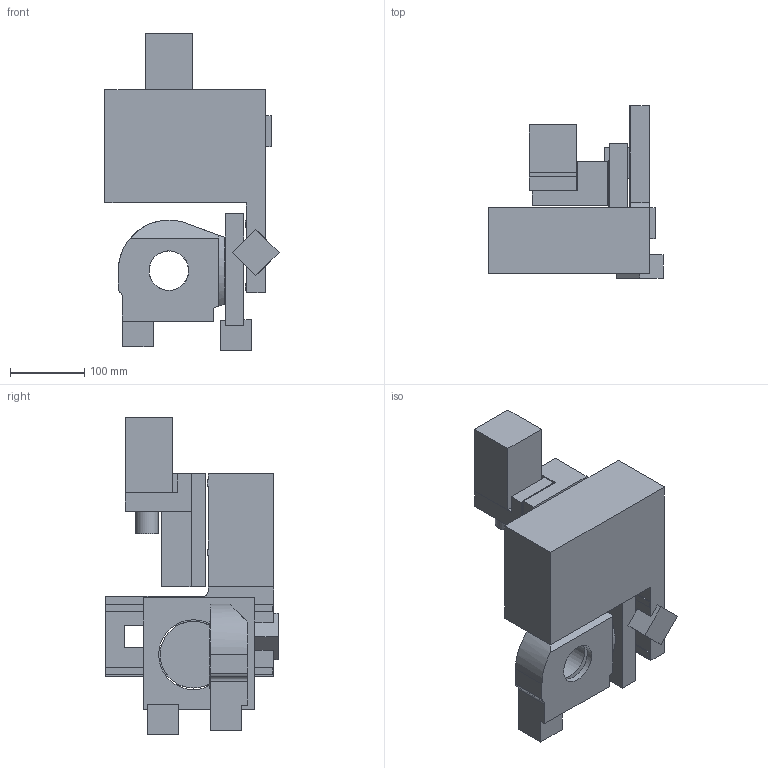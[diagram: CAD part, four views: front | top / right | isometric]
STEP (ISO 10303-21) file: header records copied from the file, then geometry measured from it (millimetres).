
FILE_DESCRIPTION(/* description */ (''),/* implementation_level */ '2;1');
FILE_NAME(/* name */ 'pocket nc v2-10 v1.step',/* time_stamp */ '2022-07-09T13:53:22-04:00',/* author */ (''),/* organization */ (''),/* preprocessor_version */ 'ST-DEVELOPER v19',/* originating_system */ 'Autodesk Translation Framework v11.7.0.108',/* authorisation */ '');
FILE_SCHEMA (('AUTOMOTIVE_DESIGN { 1 0 10303 214 3 1 1 }'));
Length unit declared in the file: millimetre
Products named in the file (7): pocket nc v2-10; b_axis_table; x_axis_head; z_axis_head; static; y_axis_table; a_axis_table
Assembly tree (6 placements, depth 2):
  pocket nc v2-10
    b_axis_table
    x_axis_head
    z_axis_head
    static
    y_axis_table
    a_axis_table
Bounding box: 234.31 x 232.66 x 427.8 mm (x, y, z)
Volume: 5953025.4 mm3; surface area: 500881.3 mm2
Topology: 8 solids, 8 shells, 154 faces, 349 edges, 232 vertices
Faces by surface type: plane 121, cylinder 33
Full cylindrical faces by diameter (mm): 3.175 x10, 4 x8, 20 x1, 30 x2, 33 x1, 53 x1, 53.34 x1, 89.873 x1, 89.936 x1, 94 x2
Entity records: 4561 total; most frequent: DIRECTION 754, CARTESIAN_POINT 748, ORIENTED_EDGE 698, EDGE_CURVE 349, LINE 278, VECTOR 278, AXIS2_PLACEMENT_3D 238, VERTEX_POINT 232
